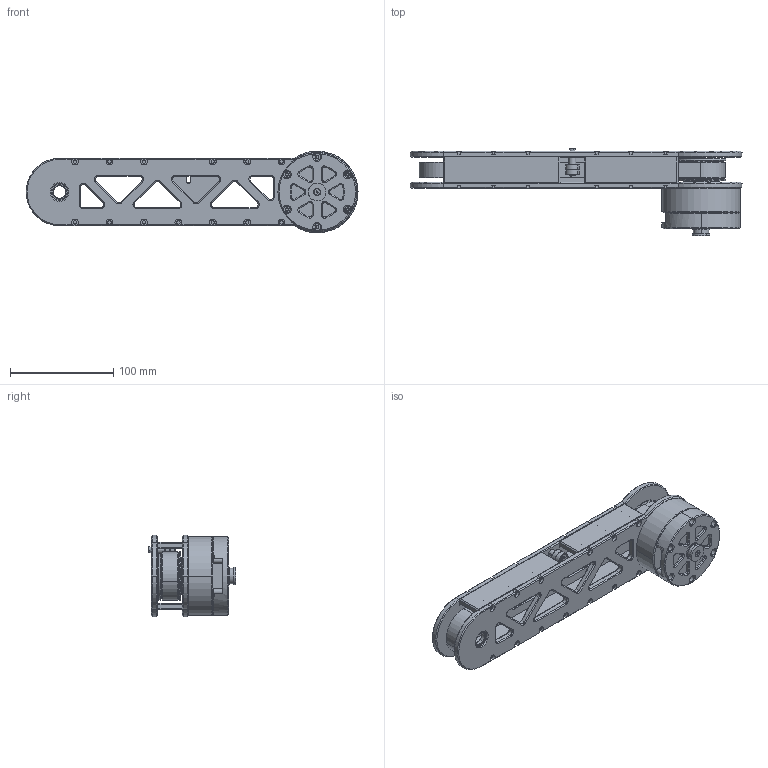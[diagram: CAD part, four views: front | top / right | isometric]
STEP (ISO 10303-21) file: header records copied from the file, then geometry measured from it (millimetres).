
FILE_DESCRIPTION (( 'STEP AP214' ), '1' );
FILE_NAME ('Arm_Link.STEP', '2022-04-15T02:30:05', ( '' ), ( '' ), 'SwSTEP 2.0', 'SolidWorks 2021', '' );
FILE_SCHEMA (( 'AUTOMOTIVE_DESIGN' ));
Length unit declared in the file: millimetre
Products named in the file (19): 夥蛤12URDF; 飄-給轎26[4]URDF; HTPA28S5M150_A_H12_3URDF; 飄-給轎26[3]URDF; 婦瞰3_賅攪馨檜蝶URDF; CB3-8.step; 飄-給轎26[2]URDF; 嬴檜菟楝蹴_熱薑URDF; Arm_Link; 酒捞甸矾绵__胶其捞辑_荐沥URDF; B624ZZURDF; X6 1ㄩ6 3DURDF; B6701ZZURDF; SFB3_8URDF; B673ZZURDF; 漆橫葭譫1URDF; 夥蛤13URDF; ヴ葬1蹴URDF; 顫檜墅 漣おURDF
Assembly tree (20 placements, depth 2):
  Arm_Link
    嬴檜菟楝蹴_熱薑URDF
    B6701ZZURDF  x2
    漆橫葭譫1URDF
    X6 1ㄩ6 3DURDF
    夥蛤13URDF
    ヴ葬1蹴URDF
    HTPA28S5M150_A_H12_3URDF
    婦瞰3_賅攪馨檜蝶URDF
    顫檜墅 漣おURDF
    飄-給轎26[2]URDF
    飄-給轎26[3]URDF
    飄-給轎26[4]URDF
    酒捞甸矾绵__胶其捞辑_荐沥URDF
    夥蛤12URDF
    B624ZZURDF  x2
    B673ZZURDF
    CB3-8.step
    SFB3_8URDF
Bounding box: 321.5 x 85 x 78.83 mm (x, y, z)
Volume: 488814.5 mm3; surface area: 186467.4 mm2
Topology: 20 solids, 20 shells, 1567 faces, 3812 edges, 2392 vertices
Faces by surface type: cylinder 845, plane 480, cone 194, torus 48
Entity records: 50674 total; most frequent: DIRECTION 8454, CARTESIAN_POINT 8398, ORIENTED_EDGE 7380, EDGE_CURVE 3690, AXIS2_PLACEMENT_3D 3400, VERTEX_POINT 2312, CIRCLE 1862, EDGE_LOOP 1766
